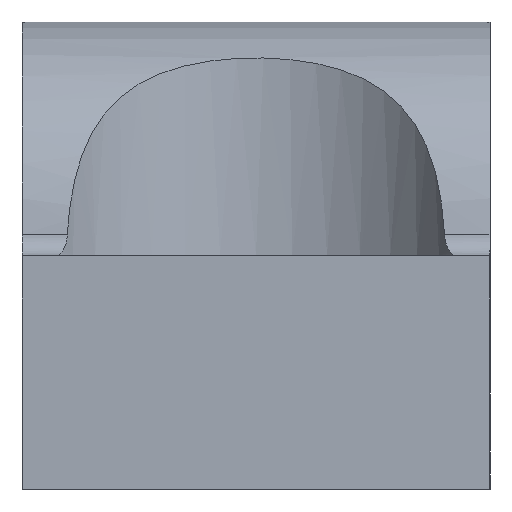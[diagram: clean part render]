
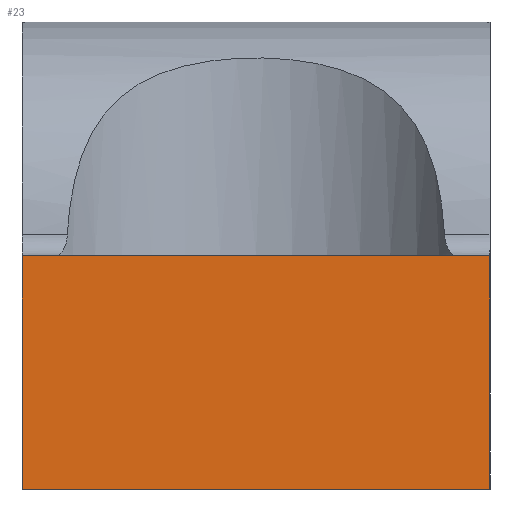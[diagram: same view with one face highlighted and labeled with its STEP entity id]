
A CAD part, left-side view. The second image highlights one B-rep face of the part: STEP entity #23.
In plain terms, the highlighted planar face has unit normal (-1, 0, 0).
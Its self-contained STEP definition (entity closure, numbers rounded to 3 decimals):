
#14 = DIRECTION ( 'NONE',  ( 0., 0., 1. ) ) ;
#19 = CARTESIAN_POINT ( 'NONE',  ( -134., 30., 0. ) ) ;
#23 = ADVANCED_FACE ( 'NONE', ( #574 ), #585, .F. ) ;
#46 = DIRECTION ( 'NONE',  ( 0., -1., 0. ) ) ;
#48 = VERTEX_POINT ( 'NONE', #734 ) ;
#58 = ORIENTED_EDGE ( 'NONE', *, *, #166, .T. ) ;
#137 = EDGE_CURVE ( 'NONE', #48, #525, #327, .T. ) ;
#151 = VECTOR ( 'NONE', #46, 1000. ) ;
#160 = ORIENTED_EDGE ( 'NONE', *, *, #137, .F. ) ;
#166 = EDGE_CURVE ( 'NONE', #372, #352, #461, .T. ) ;
#189 = VECTOR ( 'NONE', #605, 1000. ) ;
#207 = CARTESIAN_POINT ( 'NONE',  ( -134., -30., 0. ) ) ;
#218 = AXIS2_PLACEMENT_3D ( 'NONE', #312, #438, #591 ) ;
#312 = CARTESIAN_POINT ( 'NONE',  ( -134., 30., 0. ) ) ;
#327 = LINE ( 'NONE', #609, #189 ) ;
#352 = VERTEX_POINT ( 'NONE', #207 ) ;
#372 = VERTEX_POINT ( 'NONE', #19 ) ;
#404 = EDGE_CURVE ( 'NONE', #352, #525, #521, .T. ) ;
#438 = DIRECTION ( 'NONE',  ( 1., 0., 0. ) ) ;
#458 = DIRECTION ( 'NONE',  ( 0., 0., 1. ) ) ;
#461 = LINE ( 'NONE', #474, #151 ) ;
#474 = CARTESIAN_POINT ( 'NONE',  ( -134., 30., 0. ) ) ;
#503 = EDGE_LOOP ( 'NONE', ( #58, #588, #160, #601 ) ) ;
#521 = LINE ( 'NONE', #784, #670 ) ;
#525 = VERTEX_POINT ( 'NONE', #594 ) ;
#530 = EDGE_CURVE ( 'NONE', #372, #48, #720, .T. ) ;
#574 = FACE_OUTER_BOUND ( 'NONE', #503, .T. ) ;
#585 = PLANE ( 'NONE',  #218 ) ;
#588 = ORIENTED_EDGE ( 'NONE', *, *, #404, .T. ) ;
#589 = CARTESIAN_POINT ( 'NONE',  ( -134., 30., 0. ) ) ;
#591 = DIRECTION ( 'NONE',  ( 0., 1., 0. ) ) ;
#594 = CARTESIAN_POINT ( 'NONE',  ( -134., -30., 30. ) ) ;
#601 = ORIENTED_EDGE ( 'NONE', *, *, #530, .F. ) ;
#605 = DIRECTION ( 'NONE',  ( 0., -1., 0. ) ) ;
#609 = CARTESIAN_POINT ( 'NONE',  ( -134., 30., 30. ) ) ;
#670 = VECTOR ( 'NONE', #14, 1000. ) ;
#720 = LINE ( 'NONE', #589, #754 ) ;
#734 = CARTESIAN_POINT ( 'NONE',  ( -134., 30., 30. ) ) ;
#754 = VECTOR ( 'NONE', #458, 1000. ) ;
#784 = CARTESIAN_POINT ( 'NONE',  ( -134., -30., 0. ) ) ;
